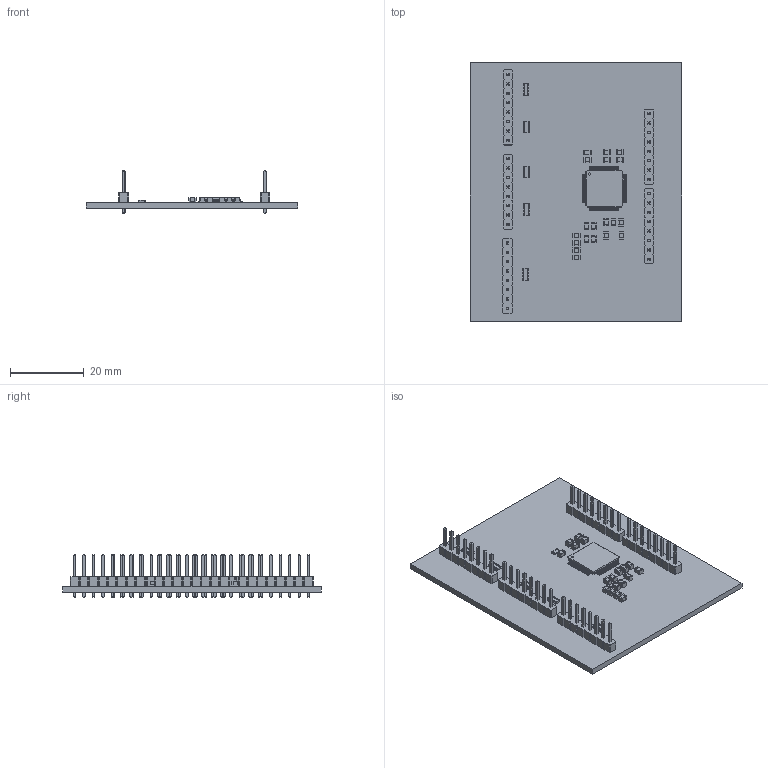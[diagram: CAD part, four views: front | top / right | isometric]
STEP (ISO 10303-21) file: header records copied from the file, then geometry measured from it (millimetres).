
FILE_DESCRIPTION(('KiCad electronic assembly'),'2;1');
FILE_NAME('ADS1299_Breakout_Board.step','2025-04-14T15:06:34',('Pcbnew') ,('Kicad'),'Open CASCADE STEP processor 7.8','KiCad to STEP converter' ,'Unknown');
FILE_SCHEMA(('AUTOMOTIVE_DESIGN { 1 0 10303 214 1 1 1 1 }'));
Length unit declared in the file: millimetre
Products named in the file (12): ADS1299_Breakout_Board 1; C_0805_2012Metric; R_Array_Concave_4x0603; ADS1299IPAG; PAG64; PinHeader_1x08_P2.54mm_Vertical; PinHeader_1x08_P254mm_Vertical; R_0805_2012Metric; ADS1299_Breakout_Board_PCB
Assembly tree (36 placements, depth 3):
  ADS1299_Breakout_Board 1
    C_0805_2012Metric  x18
      C_0805_2012Metric
    R_Array_Concave_4x0603  x5
      R_Array_Concave_4x0603
    ADS1299IPAG
      PAG64
    PinHeader_1x08_P2.54mm_Vertical  x5
      PinHeader_1x08_P254mm_Vertical
    R_0805_2012Metric
      R_0805_2012Metric
    ADS1299_Breakout_Board_PCB
Bounding box: 57.2 x 70 x 11.54 mm (x, y, z)
Volume: 7315.9 mm3; surface area: 11194.5 mm2
Topology: 96 solids, 96 shells, 3185 faces, 8348 edges, 5472 vertices
Faces by surface type: plane 2381, cylinder 804
Full cylindrical faces by diameter (mm): 1 x40
Entity records: 45660 total; most frequent: CARTESIAN_POINT 7694, ORIENTED_EDGE 7080, DIRECTION 7048, EDGE_CURVE 3540, LINE 2772, VECTOR 2772, VERTEX_POINT 2336, AXIS2_PLACEMENT_3D 2138
